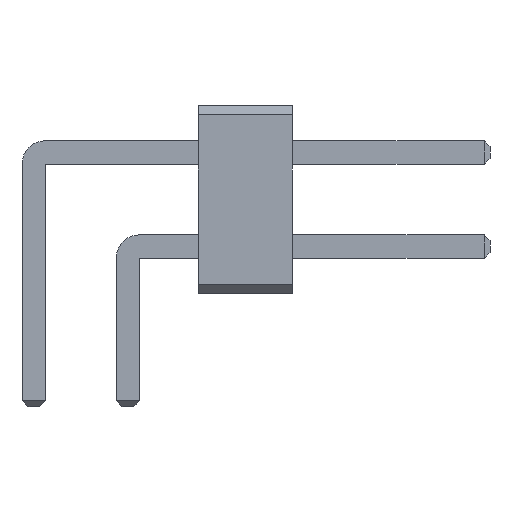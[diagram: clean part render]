
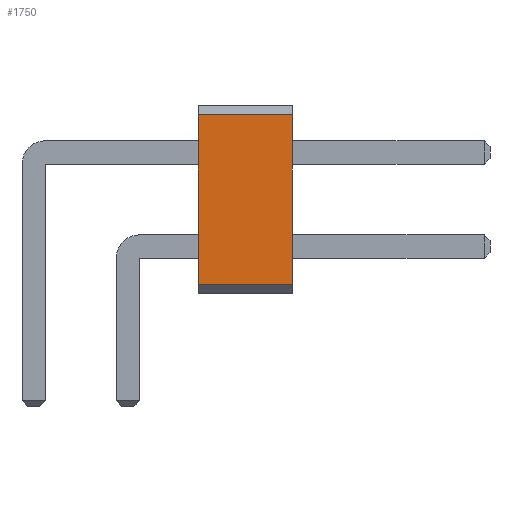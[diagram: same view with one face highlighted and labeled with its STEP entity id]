
A CAD part, front view. The second image highlights one B-rep face of the part: STEP entity #1750.
In plain terms, the highlighted planar face has unit normal (0, -1, 0).
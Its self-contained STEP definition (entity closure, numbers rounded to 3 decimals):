
#13=DIRECTION('',(0.,0.,1.));
#27=VECTOR('',#28,1.);
#28=DIRECTION('',(1.,0.,0.));
#57=DIRECTION('',(0.,-1.,0.));
#1737=VERTEX_POINT('',#1738);
#1738=CARTESIAN_POINT('',(5.5,-59.,0.2));
#1741=EDGE_CURVE('',#1742,#1737,#1744,.T.);
#1742=VERTEX_POINT('',#1743);
#1743=CARTESIAN_POINT('',(3.5,-59.,0.2));
#1744=LINE('',#1743,#27);
#1750=ADVANCED_FACE('',(#1751),#1768,.T.);
#1751=FACE_BOUND('',#1752,.T.);
#1752=EDGE_LOOP('',(#1753,#1754,#1760,#1765));
#1753=ORIENTED_EDGE('',*,*,#1741,.T.);
#1754=ORIENTED_EDGE('',*,*,#1755,.T.);
#1755=EDGE_CURVE('',#1737,#1756,#1758,.T.);
#1756=VERTEX_POINT('',#1757);
#1757=CARTESIAN_POINT('',(5.5,-59.,3.8));
#1758=LINE('',#1738,#1759);
#1759=VECTOR('',#13,1.);
#1760=ORIENTED_EDGE('',*,*,#1761,.F.);
#1761=EDGE_CURVE('',#1762,#1756,#1764,.T.);
#1762=VERTEX_POINT('',#1763);
#1763=CARTESIAN_POINT('',(3.5,-59.,3.8));
#1764=LINE('',#1763,#27);
#1765=ORIENTED_EDGE('',*,*,#1766,.F.);
#1766=EDGE_CURVE('',#1742,#1762,#1767,.T.);
#1767=LINE('',#1743,#1759);
#1768=PLANE('',#1769);
#1769=AXIS2_PLACEMENT_3D('',#1743,#57,#13);
